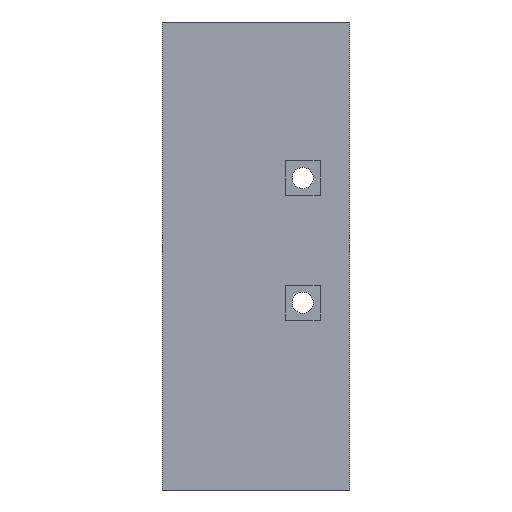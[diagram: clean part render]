
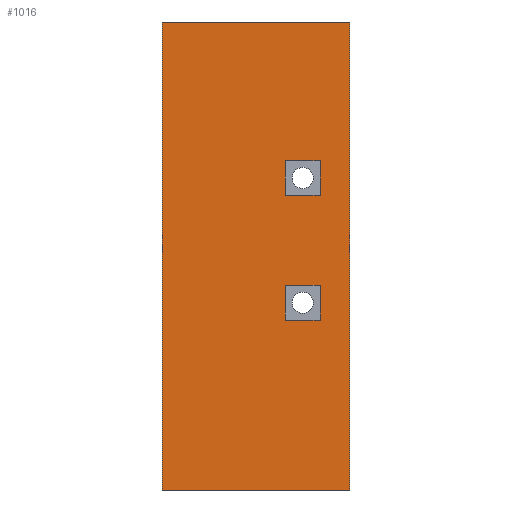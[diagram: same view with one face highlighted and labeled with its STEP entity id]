
A CAD part, left-side view. The second image highlights one B-rep face of the part: STEP entity #1016.
In plain terms, the highlighted planar face has unit normal (-1, 0, 0).
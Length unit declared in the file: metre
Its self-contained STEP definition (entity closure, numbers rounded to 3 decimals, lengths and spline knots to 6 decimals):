
#75=ORIENTED_EDGE('',*,*,#344,.T.);
#76=ORIENTED_EDGE('',*,*,#345,.T.);
#77=ORIENTED_EDGE('',*,*,#346,.F.);
#78=ORIENTED_EDGE('',*,*,#347,.F.);
#79=ORIENTED_EDGE('',*,*,#322,.F.);
#80=ORIENTED_EDGE('',*,*,#336,.T.);
#81=ORIENTED_EDGE('',*,*,#348,.T.);
#82=ORIENTED_EDGE('',*,*,#349,.T.);
#83=ORIENTED_EDGE('',*,*,#350,.T.);
#84=ORIENTED_EDGE('',*,*,#351,.T.);
#85=ORIENTED_EDGE('',*,*,#352,.F.);
#86=ORIENTED_EDGE('',*,*,#353,.F.);
#322=EDGE_CURVE('',#457,#458,#555,.T.);
#336=EDGE_CURVE('',#457,#471,#561,.T.);
#344=EDGE_CURVE('',#478,#479,#569,.T.);
#345=EDGE_CURVE('',#479,#480,#570,.T.);
#346=EDGE_CURVE('',#481,#480,#571,.T.);
#347=EDGE_CURVE('',#478,#481,#572,.T.);
#348=EDGE_CURVE('',#471,#482,#573,.T.);
#349=EDGE_CURVE('',#482,#458,#574,.T.);
#350=EDGE_CURVE('',#483,#484,#575,.T.);
#351=EDGE_CURVE('',#484,#485,#576,.T.);
#352=EDGE_CURVE('',#486,#485,#577,.T.);
#353=EDGE_CURVE('',#483,#486,#578,.T.);
#457=VERTEX_POINT('',#1449);
#458=VERTEX_POINT('',#1451);
#471=VERTEX_POINT('',#1484);
#478=VERTEX_POINT('',#1500);
#479=VERTEX_POINT('',#1501);
#480=VERTEX_POINT('',#1503);
#481=VERTEX_POINT('',#1505);
#482=VERTEX_POINT('',#1508);
#483=VERTEX_POINT('',#1511);
#484=VERTEX_POINT('',#1512);
#485=VERTEX_POINT('',#1514);
#486=VERTEX_POINT('',#1516);
#555=LINE('',#1450,#666);
#561=LINE('',#1483,#672);
#569=LINE('',#1499,#680);
#570=LINE('',#1502,#681);
#571=LINE('',#1504,#682);
#572=LINE('',#1506,#683);
#573=LINE('',#1507,#684);
#574=LINE('',#1509,#685);
#575=LINE('',#1510,#686);
#576=LINE('',#1513,#687);
#577=LINE('',#1515,#688);
#578=LINE('',#1517,#689);
#666=VECTOR('',#1170,1.);
#672=VECTOR('',#1204,1.);
#680=VECTOR('',#1214,1.);
#681=VECTOR('',#1215,1.);
#682=VECTOR('',#1216,1.);
#683=VECTOR('',#1217,1.);
#684=VECTOR('',#1218,1.);
#685=VECTOR('',#1219,1.);
#686=VECTOR('',#1220,1.);
#687=VECTOR('',#1221,1.);
#688=VECTOR('',#1222,1.);
#689=VECTOR('',#1223,1.);
#785=EDGE_LOOP('',(#75,#76,#77,#78));
#786=EDGE_LOOP('',(#79,#80,#81,#82));
#787=EDGE_LOOP('',(#83,#84,#85,#86));
#880=FACE_BOUND('',#785,.T.);
#881=FACE_BOUND('',#786,.T.);
#882=FACE_BOUND('',#787,.T.);
#966=PLANE('',#1095);
#1016=ADVANCED_FACE('',(#880,#881,#882),#966,.F.);
#1095=AXIS2_PLACEMENT_3D('',#1498,#1212,#1213);
#1170=DIRECTION('',(0.,-1.,0.));
#1204=DIRECTION('',(0.,0.,-1.));
#1212=DIRECTION('',(1.,0.,0.));
#1213=DIRECTION('',(0.,1.,0.));
#1214=DIRECTION('',(0.,1.,0.));
#1215=DIRECTION('',(0.,0.,1.));
#1216=DIRECTION('',(0.,1.,0.));
#1217=DIRECTION('',(0.,0.,1.));
#1218=DIRECTION('',(0.,-1.,0.));
#1219=DIRECTION('',(0.,0.,1.));
#1220=DIRECTION('',(0.,1.,0.));
#1221=DIRECTION('',(0.,0.,1.));
#1222=DIRECTION('',(0.,1.,0.));
#1223=DIRECTION('',(0.,0.,1.));
#1449=CARTESIAN_POINT('',(-0.005,0.015,0.07));
#1450=CARTESIAN_POINT('',(-0.005,-0.0075,0.07));
#1451=CARTESIAN_POINT('',(-0.005,-0.015,0.07));
#1483=CARTESIAN_POINT('',(-0.005,0.015,0.02));
#1484=CARTESIAN_POINT('',(-0.005,0.015,-0.005));
#1498=CARTESIAN_POINT('',(-0.005,-0.0075,0.02));
#1499=CARTESIAN_POINT('',(-0.005,-0.0075,0.042225));
#1500=CARTESIAN_POINT('',(-0.005,-0.010275,0.042225));
#1501=CARTESIAN_POINT('',(-0.005,-0.004725,0.042225));
#1502=CARTESIAN_POINT('',(-0.005,-0.004725,0.045));
#1503=CARTESIAN_POINT('',(-0.005,-0.004725,0.047775));
#1504=CARTESIAN_POINT('',(-0.005,-0.0075,0.047775));
#1505=CARTESIAN_POINT('',(-0.005,-0.010275,0.047775));
#1506=CARTESIAN_POINT('',(-0.005,-0.010275,0.045));
#1507=CARTESIAN_POINT('',(-0.005,-0.0075,-0.005));
#1508=CARTESIAN_POINT('',(-0.005,-0.015,-0.005));
#1509=CARTESIAN_POINT('',(-0.005,-0.015,0.02));
#1510=CARTESIAN_POINT('',(-0.005,-0.0075,0.022225));
#1511=CARTESIAN_POINT('',(-0.005,-0.010275,0.022225));
#1512=CARTESIAN_POINT('',(-0.005,-0.004725,0.022225));
#1513=CARTESIAN_POINT('',(-0.005,-0.004725,0.025));
#1514=CARTESIAN_POINT('',(-0.005,-0.004725,0.027775));
#1515=CARTESIAN_POINT('',(-0.005,-0.0075,0.027775));
#1516=CARTESIAN_POINT('',(-0.005,-0.010275,0.027775));
#1517=CARTESIAN_POINT('',(-0.005,-0.010275,0.025));
